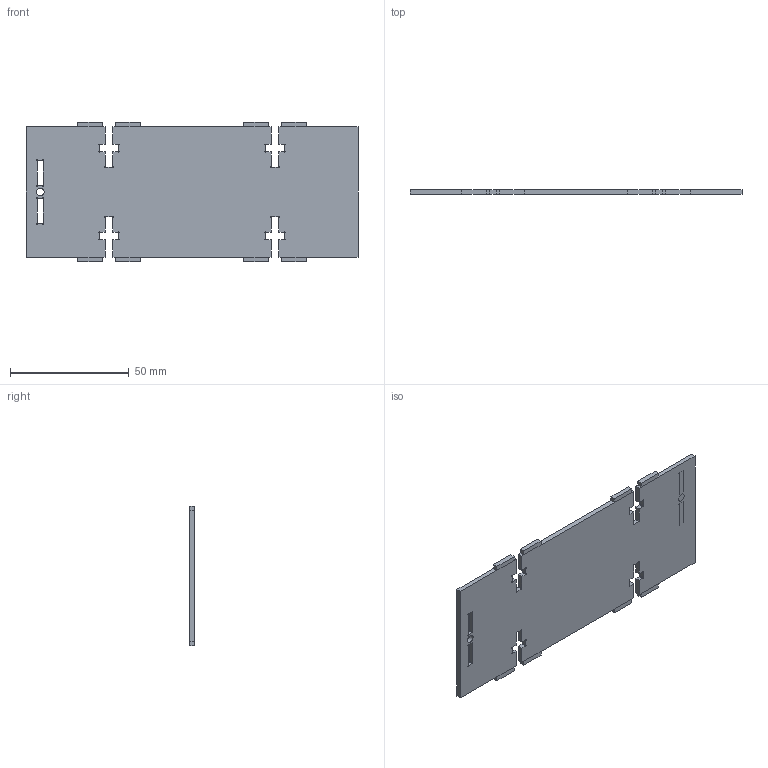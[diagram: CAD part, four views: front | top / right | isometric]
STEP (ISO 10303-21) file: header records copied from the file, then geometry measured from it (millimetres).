
FILE_DESCRIPTION(('FreeCAD Model'),'2;1');
FILE_NAME('left.step' ,'2020-12-14T10:28:44',('Author'),(''), 'Open CASCADE STEP processor 7.4','FreeCAD','Unknown');
FILE_SCHEMA(('AUTOMOTIVE_DESIGN { 1 0 10303 214 1 1 1 1 }'));
Length unit declared in the file: millimetre
Products named in the file (1): leftside_tab
Bounding box: 140 x 2 x 59 mm (x, y, z)
Volume: 14890.9 mm3; surface area: 16473.7 mm2
Topology: 1 solids, 1 shells, 195 faces, 518 edges, 328 vertices
Faces by surface type: plane 137, cylinder 58
Full cylindrical faces by diameter (mm): 3.3 x2
Entity records: 12981 total; most frequent: CARTESIAN_POINT 2776, DIRECTION 1891, LINE 1206, VECTOR 1206, ORIENTED_EDGE 1036, PCURVE 1036, DEFINITIONAL_REPRESENTATION 1036, EDGE_CURVE 518
